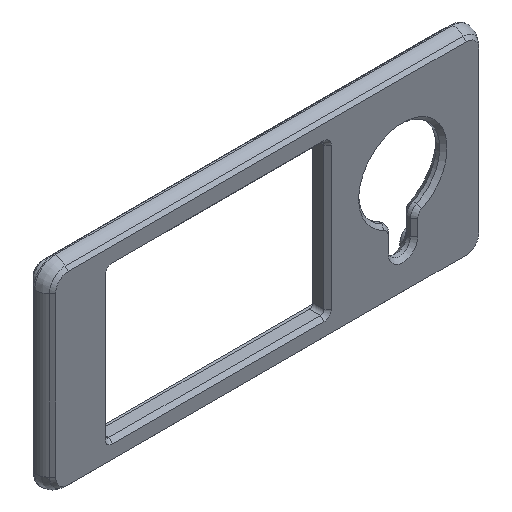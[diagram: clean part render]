
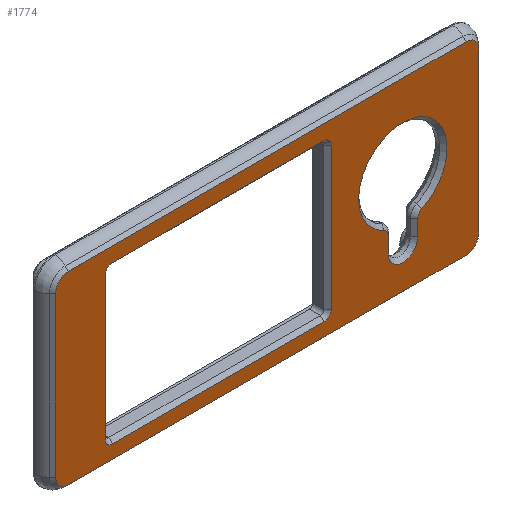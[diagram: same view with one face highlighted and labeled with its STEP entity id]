
A CAD part, isometric view. The second image highlights one B-rep face of the part: STEP entity #1774.
In plain terms, the highlighted planar face has unit normal (0, -1, 0).
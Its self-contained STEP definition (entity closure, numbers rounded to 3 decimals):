
#46=FACE_BOUND('',#256,.T.);
#47=FACE_BOUND('',#257,.T.);
#61=PLANE('',#1969);
#138=FACE_OUTER_BOUND('',#255,.T.);
#255=EDGE_LOOP('',(#1405,#1406,#1407,#1408,#1409,#1410,#1411,#1412));
#256=EDGE_LOOP('',(#1413,#1414,#1415,#1416,#1417,#1418));
#257=EDGE_LOOP('',(#1419,#1420,#1421,#1422,#1423,#1424,#1425,#1426));
#384=LINE('',#2935,#542);
#387=LINE('',#2943,#545);
#395=LINE('',#2964,#553);
#398=LINE('',#2972,#556);
#401=LINE('',#2983,#559);
#402=LINE('',#2987,#560);
#403=LINE('',#2995,#561);
#404=LINE('',#2999,#562);
#405=LINE('',#3003,#563);
#406=LINE('',#3007,#564);
#542=VECTOR('',#2320,10.);
#545=VECTOR('',#2329,10.);
#553=VECTOR('',#2351,10.);
#556=VECTOR('',#2360,10.);
#559=VECTOR('',#2373,10.);
#560=VECTOR('',#2376,10.);
#561=VECTOR('',#2383,10.);
#562=VECTOR('',#2386,10.);
#563=VECTOR('',#2389,10.);
#564=VECTOR('',#2392,10.);
#709=CIRCLE('',#1950,3.5);
#710=CIRCLE('',#1953,3.5);
#713=CIRCLE('',#1963,3.5);
#714=CIRCLE('',#1966,3.5);
#716=CIRCLE('',#1970,4.);
#717=CIRCLE('',#1971,2.);
#718=CIRCLE('',#1972,12.);
#719=CIRCLE('',#1973,2.);
#720=CIRCLE('',#1974,2.);
#721=CIRCLE('',#1975,2.);
#722=CIRCLE('',#1976,2.);
#723=CIRCLE('',#1977,2.);
#839=VERTEX_POINT('',#2927);
#840=VERTEX_POINT('',#2929);
#841=VERTEX_POINT('',#2933);
#842=VERTEX_POINT('',#2937);
#843=VERTEX_POINT('',#2941);
#849=VERTEX_POINT('',#2963);
#850=VERTEX_POINT('',#2967);
#851=VERTEX_POINT('',#2971);
#853=VERTEX_POINT('',#2981);
#854=VERTEX_POINT('',#2982);
#855=VERTEX_POINT('',#2984);
#856=VERTEX_POINT('',#2986);
#857=VERTEX_POINT('',#2988);
#858=VERTEX_POINT('',#2990);
#859=VERTEX_POINT('',#2993);
#860=VERTEX_POINT('',#2994);
#861=VERTEX_POINT('',#2996);
#862=VERTEX_POINT('',#2998);
#863=VERTEX_POINT('',#3000);
#864=VERTEX_POINT('',#3002);
#865=VERTEX_POINT('',#3004);
#866=VERTEX_POINT('',#3006);
#1030=EDGE_CURVE('',#839,#840,#709,.T.);
#1033=EDGE_CURVE('',#841,#839,#384,.T.);
#1035=EDGE_CURVE('',#842,#841,#710,.T.);
#1037=EDGE_CURVE('',#843,#842,#387,.T.);
#1047=EDGE_CURVE('',#840,#849,#395,.T.);
#1049=EDGE_CURVE('',#849,#850,#713,.T.);
#1051=EDGE_CURVE('',#850,#851,#398,.T.);
#1053=EDGE_CURVE('',#851,#843,#714,.T.);
#1056=EDGE_CURVE('',#853,#854,#401,.T.);
#1057=EDGE_CURVE('',#855,#853,#716,.T.);
#1058=EDGE_CURVE('',#856,#855,#402,.T.);
#1059=EDGE_CURVE('',#857,#856,#717,.T.);
#1060=EDGE_CURVE('',#858,#857,#718,.T.);
#1061=EDGE_CURVE('',#854,#858,#719,.T.);
#1062=EDGE_CURVE('',#859,#860,#403,.T.);
#1063=EDGE_CURVE('',#861,#859,#720,.T.);
#1064=EDGE_CURVE('',#862,#861,#404,.T.);
#1065=EDGE_CURVE('',#863,#862,#721,.T.);
#1066=EDGE_CURVE('',#864,#863,#405,.T.);
#1067=EDGE_CURVE('',#865,#864,#722,.T.);
#1068=EDGE_CURVE('',#866,#865,#406,.T.);
#1069=EDGE_CURVE('',#860,#866,#723,.T.);
#1405=ORIENTED_EDGE('',*,*,#1035,.F.);
#1406=ORIENTED_EDGE('',*,*,#1037,.F.);
#1407=ORIENTED_EDGE('',*,*,#1053,.F.);
#1408=ORIENTED_EDGE('',*,*,#1051,.F.);
#1409=ORIENTED_EDGE('',*,*,#1049,.F.);
#1410=ORIENTED_EDGE('',*,*,#1047,.F.);
#1411=ORIENTED_EDGE('',*,*,#1030,.F.);
#1412=ORIENTED_EDGE('',*,*,#1033,.F.);
#1413=ORIENTED_EDGE('',*,*,#1056,.F.);
#1414=ORIENTED_EDGE('',*,*,#1057,.F.);
#1415=ORIENTED_EDGE('',*,*,#1058,.F.);
#1416=ORIENTED_EDGE('',*,*,#1059,.F.);
#1417=ORIENTED_EDGE('',*,*,#1060,.F.);
#1418=ORIENTED_EDGE('',*,*,#1061,.F.);
#1419=ORIENTED_EDGE('',*,*,#1062,.F.);
#1420=ORIENTED_EDGE('',*,*,#1063,.F.);
#1421=ORIENTED_EDGE('',*,*,#1064,.F.);
#1422=ORIENTED_EDGE('',*,*,#1065,.F.);
#1423=ORIENTED_EDGE('',*,*,#1066,.F.);
#1424=ORIENTED_EDGE('',*,*,#1067,.F.);
#1425=ORIENTED_EDGE('',*,*,#1068,.F.);
#1426=ORIENTED_EDGE('',*,*,#1069,.F.);
#1774=ADVANCED_FACE('',(#138,#46,#47),#61,.T.);
#1950=AXIS2_PLACEMENT_3D('',#2930,#2314,#2315);
#1953=AXIS2_PLACEMENT_3D('',#2939,#2324,#2325);
#1963=AXIS2_PLACEMENT_3D('',#2968,#2355,#2356);
#1966=AXIS2_PLACEMENT_3D('',#2975,#2364,#2365);
#1969=AXIS2_PLACEMENT_3D('',#2980,#2371,#2372);
#1970=AXIS2_PLACEMENT_3D('',#2985,#2374,#2375);
#1971=AXIS2_PLACEMENT_3D('',#2989,#2377,#2378);
#1972=AXIS2_PLACEMENT_3D('',#2991,#2379,#2380);
#1973=AXIS2_PLACEMENT_3D('',#2992,#2381,#2382);
#1974=AXIS2_PLACEMENT_3D('',#2997,#2384,#2385);
#1975=AXIS2_PLACEMENT_3D('',#3001,#2387,#2388);
#1976=AXIS2_PLACEMENT_3D('',#3005,#2390,#2391);
#1977=AXIS2_PLACEMENT_3D('',#3008,#2393,#2394);
#2314=DIRECTION('center_axis',(0.,1.,0.));
#2315=DIRECTION('ref_axis',(0.707,0.,0.707));
#2320=DIRECTION('',(1.,0.,0.));
#2324=DIRECTION('center_axis',(0.,1.,0.));
#2325=DIRECTION('ref_axis',(-0.707,0.,0.707));
#2329=DIRECTION('',(0.,0.,1.));
#2351=DIRECTION('',(0.,0.,-1.));
#2355=DIRECTION('center_axis',(0.,1.,0.));
#2356=DIRECTION('ref_axis',(0.707,0.,-0.707));
#2360=DIRECTION('',(-1.,0.,0.));
#2364=DIRECTION('center_axis',(0.,1.,0.));
#2365=DIRECTION('ref_axis',(-0.707,0.,-0.707));
#2371=DIRECTION('center_axis',(0.,-1.,0.));
#2372=DIRECTION('ref_axis',(1.,0.,0.));
#2373=DIRECTION('',(0.,0.,1.));
#2374=DIRECTION('center_axis',(0.,-1.,0.));
#2375=DIRECTION('ref_axis',(1.,0.,0.));
#2376=DIRECTION('',(0.,0.,-1.));
#2377=DIRECTION('center_axis',(0.,1.,0.));
#2378=DIRECTION('ref_axis',(0.429,0.,0.904));
#2379=DIRECTION('center_axis',(0.,-1.,0.));
#2380=DIRECTION('ref_axis',(0.429,0.,0.904));
#2381=DIRECTION('center_axis',(0.,1.,0.));
#2382=DIRECTION('ref_axis',(-1.,0.,0.));
#2383=DIRECTION('',(0.,0.,-1.));
#2384=DIRECTION('center_axis',(0.,-1.,0.));
#2385=DIRECTION('ref_axis',(-0.707,0.,0.707));
#2386=DIRECTION('',(-1.,0.,0.));
#2387=DIRECTION('center_axis',(0.,-1.,0.));
#2388=DIRECTION('ref_axis',(0.,0.,
1.));
#2389=DIRECTION('',(0.,0.,1.));
#2390=DIRECTION('center_axis',(0.,-1.,0.));
#2391=DIRECTION('ref_axis',(1.,0.,0.));
#2392=DIRECTION('',(1.,0.,0.));
#2393=DIRECTION('center_axis',(0.,-1.,0.));
#2394=DIRECTION('ref_axis',(-0.707,0.,-0.707));
#2927=CARTESIAN_POINT('',(105.875,-32.048,112.649));
#2929=CARTESIAN_POINT('',(109.375,-32.048,109.149));
#2930=CARTESIAN_POINT('Origin',(105.875,-32.048,109.149));
#2933=CARTESIAN_POINT('',(-2.125,-32.048,112.649));
#2935=CARTESIAN_POINT('',(51.875,-32.048,112.649));
#2937=CARTESIAN_POINT('',(-5.625,-32.048,109.149));
#2939=CARTESIAN_POINT('Origin',(-2.125,-32.048,109.149));
#2941=CARTESIAN_POINT('',(-5.625,-32.048,65.949));
#2943=CARTESIAN_POINT('',(-5.625,-32.048,75.146));
#2963=CARTESIAN_POINT('',(109.375,-32.048,65.949));
#2964=CARTESIAN_POINT('',(109.375,-32.048,106.099));
#2967=CARTESIAN_POINT('',(105.875,-32.048,62.449));
#2968=CARTESIAN_POINT('Origin',(105.875,-32.048,65.949));
#2971=CARTESIAN_POINT('',(-2.125,-32.048,62.449));
#2972=CARTESIAN_POINT('',(51.875,-32.048,62.449));
#2975=CARTESIAN_POINT('Origin',(-2.125,-32.048,65.949));
#2980=CARTESIAN_POINT('Origin',(51.875,-32.048,89.349));
#2981=CARTESIAN_POINT('',(92.725,-32.048,73.299));
#2982=CARTESIAN_POINT('',(92.725,-32.048,77.574));
#2983=CARTESIAN_POINT('',(92.725,-32.048,81.324));
#2984=CARTESIAN_POINT('',(84.725,-32.048,73.299));
#2985=CARTESIAN_POINT('Origin',(88.725,-32.048,73.299));
#2986=CARTESIAN_POINT('',(84.725,-32.048,77.574));
#2987=CARTESIAN_POINT('',(84.725,-32.048,83.462));
#2988=CARTESIAN_POINT('',(83.582,-32.048,79.381));
#2989=CARTESIAN_POINT('Origin',(82.725,-32.048,77.574));
#2990=CARTESIAN_POINT('',(93.868,-32.048,79.381));
#2991=CARTESIAN_POINT('Origin',(88.725,-32.048,90.224));
#2992=CARTESIAN_POINT('Origin',(94.725,-32.048,77.574));
#2993=CARTESIAN_POINT('',(7.875,-32.048,106.649));
#2994=CARTESIAN_POINT('',(7.875,-32.048,68.049));
#2995=CARTESIAN_POINT('',(7.875,-32.048,97.999));
#2996=CARTESIAN_POINT('',(9.875,-32.048,108.649));
#2997=CARTESIAN_POINT('Origin',(9.875,-32.048,106.649));
#2998=CARTESIAN_POINT('',(67.275,-32.048,108.649));
#2999=CARTESIAN_POINT('',(59.575,-32.048,108.649));
#3000=CARTESIAN_POINT('',(69.275,-32.048,106.649));
#3001=CARTESIAN_POINT('Origin',(67.275,-32.048,106.649));
#3002=CARTESIAN_POINT('',(69.275,-32.048,68.049));
#3003=CARTESIAN_POINT('',(69.275,-32.048,78.699));
#3004=CARTESIAN_POINT('',(67.275,-32.048,66.049));
#3005=CARTESIAN_POINT('Origin',(67.275,-32.048,68.049));
#3006=CARTESIAN_POINT('',(9.875,-32.048,66.049));
#3007=CARTESIAN_POINT('',(30.775,-32.048,66.049));
#3008=CARTESIAN_POINT('Origin',(9.875,-32.048,68.049));
